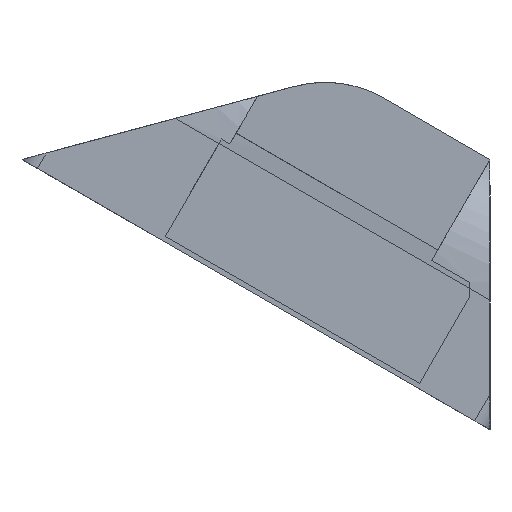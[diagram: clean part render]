
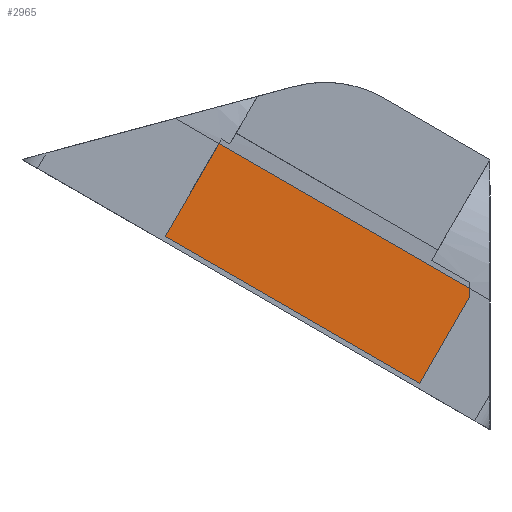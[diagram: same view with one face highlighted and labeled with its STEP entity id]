
A CAD part, left-side view. The second image highlights one B-rep face of the part: STEP entity #2965.
In plain terms, the highlighted planar face has unit normal (-1, 0, 0).
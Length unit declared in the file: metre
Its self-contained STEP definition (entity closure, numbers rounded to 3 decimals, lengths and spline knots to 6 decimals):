
#141=B_SPLINE_CURVE_WITH_KNOTS('',3,(#5209,#5210,#5211,#5212),
 .UNSPECIFIED.,.F.,.F.,(4,4),(0.047637,0.961105),
 .UNSPECIFIED.);
#210=LINE('',#4578,#485);
#238=LINE('',#4683,#513);
#286=LINE('',#4848,#561);
#334=LINE('',#5213,#609);
#335=LINE('',#5214,#610);
#485=VECTOR('',#3528,1.);
#513=VECTOR('',#3606,1.);
#561=VECTOR('',#3710,1.);
#609=VECTOR('',#3886,1.);
#610=VECTOR('',#3887,1.);
#1141=ORIENTED_EDGE('',*,*,#1891,.F.);
#1142=ORIENTED_EDGE('',*,*,#1731,.T.);
#1143=ORIENTED_EDGE('',*,*,#1892,.T.);
#1144=ORIENTED_EDGE('',*,*,#1806,.F.);
#1145=ORIENTED_EDGE('',*,*,#1893,.F.);
#1146=ORIENTED_EDGE('',*,*,#1679,.T.);
#1679=EDGE_CURVE('',#2111,#2110,#210,.T.);
#1731=EDGE_CURVE('',#2163,#2162,#238,.T.);
#1806=EDGE_CURVE('',#2232,#2233,#286,.T.);
#1891=EDGE_CURVE('',#2163,#2110,#141,.T.);
#1892=EDGE_CURVE('',#2162,#2233,#334,.T.);
#1893=EDGE_CURVE('',#2111,#2232,#335,.T.);
#2110=VERTEX_POINT('',#4577);
#2111=VERTEX_POINT('',#4579);
#2162=VERTEX_POINT('',#4682);
#2163=VERTEX_POINT('',#4684);
#2232=VERTEX_POINT('',#4847);
#2233=VERTEX_POINT('',#4849);
#2487=EDGE_LOOP('',(#1141,#1142,#1143,#1144,#1145,#1146));
#2711=FACE_BOUND('',#2487,.T.);
#2856=PLANE('',#3250);
#2965=ADVANCED_FACE('',(#2711),#2856,.T.);
#3250=AXIS2_PLACEMENT_3D('',#5208,#3884,#3885);
#3528=DIRECTION('',(0.,0.,1.));
#3606=DIRECTION('',(0.,0.966,-0.259));
#3710=DIRECTION('',(0.,0.866,0.5));
#3884=DIRECTION('',(-1.,0.,0.));
#3885=DIRECTION('',(0.,-1.,0.));
#3886=DIRECTION('',(0.,0.5,-0.866));
#3887=DIRECTION('',(0.,0.5,-0.866));
#4577=CARTESIAN_POINT('',(0.0838,-0.047305,0.003794));
#4578=CARTESIAN_POINT('',(0.0838,-0.047305,0.003464));
#4579=CARTESIAN_POINT('',(0.0838,-0.047305,-0.021223));
#4682=CARTESIAN_POINT('',(0.0838,0.042626,0.029328));
#4683=CARTESIAN_POINT('',(0.0838,0.012506,0.037398));
#4684=CARTESIAN_POINT('',(0.0838,0.011409,0.037692));
#4847=CARTESIAN_POINT('',(0.0838,-0.046668,-0.022325));
#4848=CARTESIAN_POINT('',(0.0838,-0.002,0.003464));
#4849=CARTESIAN_POINT('',(0.0838,0.042668,0.029253));
#5208=CARTESIAN_POINT('',(0.0838,0.042668,0.029253));
#5209=CARTESIAN_POINT('',(0.0838,0.011409,0.037692));
#5210=CARTESIAN_POINT('',(0.0838,-0.008162,0.026393));
#5211=CARTESIAN_POINT('',(0.0838,-0.027734,0.015094));
#5212=CARTESIAN_POINT('',(0.0838,-0.047305,0.003794));
#5213=CARTESIAN_POINT('',(0.0838,-0.071761,0.227451));
#5214=CARTESIAN_POINT('',(0.0838,-0.161098,0.175872));
